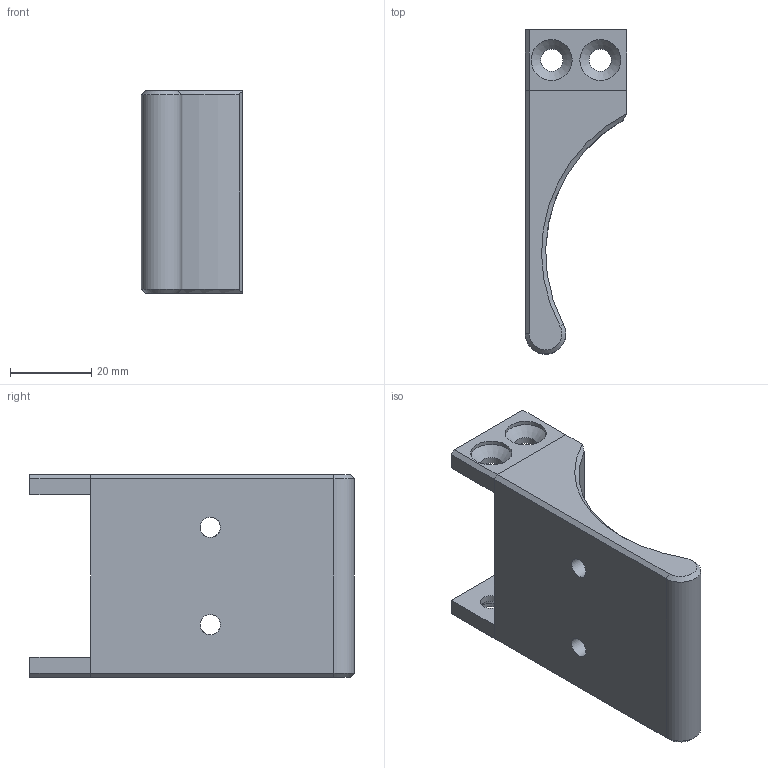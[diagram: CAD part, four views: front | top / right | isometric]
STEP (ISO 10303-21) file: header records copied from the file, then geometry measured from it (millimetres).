
FILE_DESCRIPTION(('FreeCAD Model'),'2;1');
FILE_NAME('Open CASCADE Shape Model','2024-12-24T12:41:33',(''),(''), 'Open CASCADE STEP processor 7.6','FreeCAD','Unknown');
FILE_SCHEMA(('AUTOMOTIVE_DESIGN { 1 0 10303 214 1 1 1 1 }'));
Length unit declared in the file: millimetre
Products named in the file (1): arc_v007
Bounding box: 25 x 80 x 50 mm (x, y, z)
Volume: 37537.1 mm3; surface area: 11737.2 mm2
Topology: 1 solids, 1 shells, 40 faces, 92 edges, 54 vertices
Faces by surface type: plane 20, cylinder 12, cone 8
Full cylindrical faces by diameter (mm): 5 x2, 5.5 x4, 10.1 x4
Entity records: 1254 total; most frequent: CARTESIAN_POINT 293, DIRECTION 198, ORIENTED_EDGE 184, EDGE_CURVE 92, AXIS2_PLACEMENT_3D 69, LINE 60, VECTOR 60, VERTEX_POINT 54
